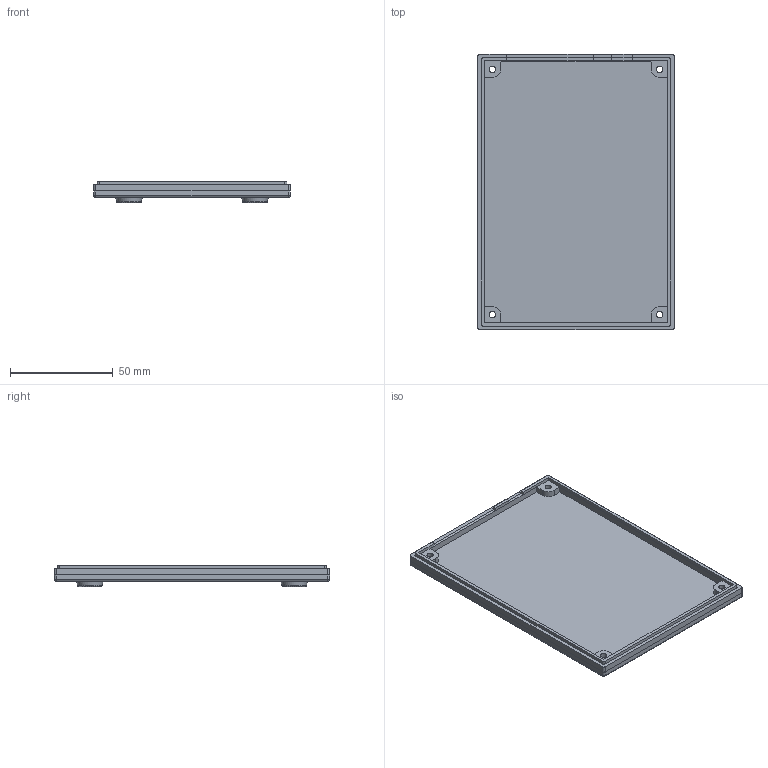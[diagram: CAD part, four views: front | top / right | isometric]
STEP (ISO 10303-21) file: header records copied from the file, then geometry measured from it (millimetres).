
FILE_DESCRIPTION(('FreeCAD Model'),'2;1');
FILE_NAME('Open CASCADE Shape Model','2023-04-17T11:13:04',(''),(''), 'Open CASCADE STEP processor 7.6','FreeCAD','Unknown');
FILE_SCHEMA(('AUTOMOTIVE_DESIGN { 1 0 10303 214 1 1 1 1 }'));
Length unit declared in the file: millimetre
Products named in the file (1): AlternateFootFillet
Bounding box: 95.7 x 133.8 x 10.3 mm (x, y, z)
Volume: 47624.5 mm3; surface area: 31471.9 mm2
Topology: 1 solids, 1 shells, 486 faces, 1322 edges, 864 vertices
Faces by surface type: extrusion 305, plane 145, cylinder 24, cone 4, torus 4, sphere 4
Full cylindrical faces by diameter (mm): 3.1 x4
Entity records: 32683 total; most frequent: CARTESIAN_POINT 8433, DIRECTION 3390, VECTOR 2871, ORIENTED_EDGE 2636, PCURVE 2636, DEFINITIONAL_REPRESENTATION 2636, LINE 2566, B_SPLINE_CURVE_WITH_KNOTS 1597
